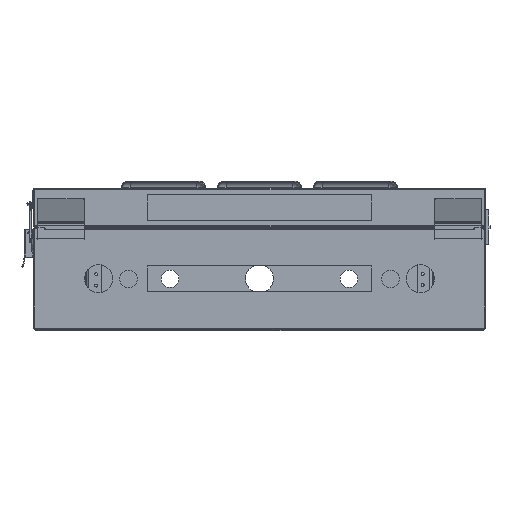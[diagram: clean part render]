
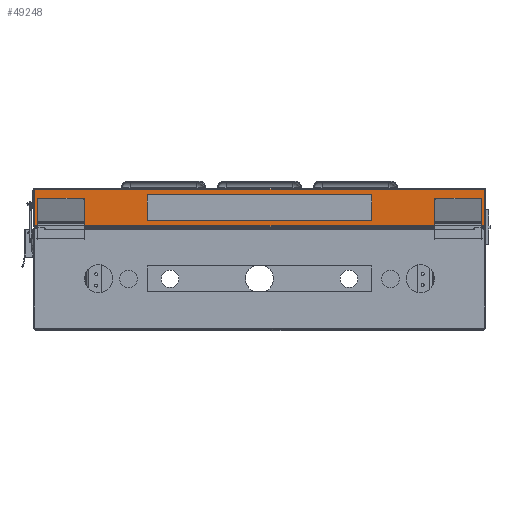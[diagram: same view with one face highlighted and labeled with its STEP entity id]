
A CAD part, front view. The second image highlights one B-rep face of the part: STEP entity #49248.
In plain terms, the highlighted planar face has unit normal (0, -1, 0).
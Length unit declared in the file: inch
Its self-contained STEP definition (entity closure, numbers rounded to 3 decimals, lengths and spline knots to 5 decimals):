
#780 = VECTOR ( 'NONE', #14358, 39.37008 ) ;
#1043 = CARTESIAN_POINT ( 'NONE',  ( 6.29921, -9.49798, -0.38175 ) ) ;
#2969 = EDGE_CURVE ( 'NONE', #54670, #57479, #86460, .T. ) ;
#3250 = CARTESIAN_POINT ( 'NONE',  ( 12.65637, -9.49798, -2.12176 ) ) ;
#5160 = DIRECTION ( 'NONE',  ( -1., 0., 0. ) ) ;
#6259 = EDGE_CURVE ( 'NONE', #56608, #54670, #13987, .T. ) ;
#7582 = CARTESIAN_POINT ( 'NONE',  ( -6.29921, -9.49798, -0.38175 ) ) ;
#7860 = VERTEX_POINT ( 'NONE', #18887 ) ;
#9129 = CARTESIAN_POINT ( 'NONE',  ( -12.65637, -9.49798, -2.12176 ) ) ;
#9181 = ORIENTED_EDGE ( 'NONE', *, *, #64426, .T. ) ;
#10021 = LINE ( 'NONE', #59389, #15337 ) ;
#10976 = DIRECTION ( 'NONE',  ( -1., 0., 0. ) ) ;
#10977 = CARTESIAN_POINT ( 'NONE',  ( 12.65637, -9.49798, -0.07874 ) ) ;
#11080 = LINE ( 'NONE', #19900, #27603 ) ;
#12992 = EDGE_CURVE ( 'NONE', #57479, #38379, #76505, .T. ) ;
#13241 = VECTOR ( 'NONE', #10976, 39.37008 ) ;
#13987 = LINE ( 'NONE', #51951, #20864 ) ;
#14013 = ORIENTED_EDGE ( 'NONE', *, *, #6259, .F. ) ;
#14213 = PLANE ( 'NONE',  #72351 ) ;
#14358 = DIRECTION ( 'NONE',  ( 0., 0., -1. ) ) ;
#15094 = VECTOR ( 'NONE', #55165, 39.37008 ) ;
#15231 = CARTESIAN_POINT ( 'NONE',  ( -6.29921, -9.49798, -0.38175 ) ) ;
#15337 = VECTOR ( 'NONE', #57844, 39.37008 ) ;
#15451 = CARTESIAN_POINT ( 'NONE',  ( -6.29921, -9.49798, -1.81875 ) ) ;
#15683 = CARTESIAN_POINT ( 'NONE',  ( 12.558, -9.49798, -0.07874 ) ) ;
#16298 = VECTOR ( 'NONE', #31307, 39.37008 ) ;
#18887 = CARTESIAN_POINT ( 'NONE',  ( 12.65637, -9.49798, -2.12176 ) ) ;
#19900 = CARTESIAN_POINT ( 'NONE',  ( 68.79926, -9.49798, -0.07874 ) ) ;
#20864 = VECTOR ( 'NONE', #5160, 39.37008 ) ;
#21430 = CARTESIAN_POINT ( 'NONE',  ( -12.65637, -9.49798, -0.07874 ) ) ;
#21989 = FACE_BOUND ( 'NONE', #43596, .T. ) ;
#22061 = CARTESIAN_POINT ( 'NONE',  ( -12.65637, -9.49798, -2.12176 ) ) ;
#22611 = CARTESIAN_POINT ( 'NONE',  ( 6.29921, -9.49798, -1.81875 ) ) ;
#23526 = CARTESIAN_POINT ( 'NONE',  ( 12.558, -9.49798, -2.12176 ) ) ;
#23644 = CARTESIAN_POINT ( 'NONE',  ( 12.65637, -9.49798, -0.07874 ) ) ;
#24929 = CARTESIAN_POINT ( 'NONE',  ( -12.65637, -9.49798, -0.07874 ) ) ;
#26253 = CARTESIAN_POINT ( 'NONE',  ( -6.29921, -9.49798, -1.81875 ) ) ;
#27603 = VECTOR ( 'NONE', #92580, 39.37008 ) ;
#27650 = DIRECTION ( 'NONE',  ( 1., 0., 0. ) ) ;
#28758 = VERTEX_POINT ( 'NONE', #92758 ) ;
#30588 = VERTEX_POINT ( 'NONE', #22611 ) ;
#31092 = VECTOR ( 'NONE', #27650, 39.37008 ) ;
#31307 = DIRECTION ( 'NONE',  ( 1., 0., 0. ) ) ;
#31485 = LINE ( 'NONE', #23644, #780 ) ;
#33734 = DIRECTION ( 'NONE',  ( 1., 0., 0. ) ) ;
#33902 = LINE ( 'NONE', #3250, #13241 ) ;
#35734 = ORIENTED_EDGE ( 'NONE', *, *, #12992, .F. ) ;
#36345 = ORIENTED_EDGE ( 'NONE', *, *, #98066, .T. ) ;
#38379 = VERTEX_POINT ( 'NONE', #87692 ) ;
#39953 = LINE ( 'NONE', #15451, #75458 ) ;
#41462 = ORIENTED_EDGE ( 'NONE', *, *, #57347, .F. ) ;
#43596 = EDGE_LOOP ( 'NONE', ( #62516, #57650, #9181, #66974 ) ) ;
#44015 = EDGE_LOOP ( 'NONE', ( #36345, #41462, #44505, #97411, #61221, #35734, #54566, #14013 ) ) ;
#44505 = ORIENTED_EDGE ( 'NONE', *, *, #79489, .F. ) ;
#45443 = DIRECTION ( 'NONE',  ( 0., -1., 0. ) ) ;
#46639 = LINE ( 'NONE', #7582, #84787 ) ;
#48235 = VERTEX_POINT ( 'NONE', #23526 ) ;
#49248 = ADVANCED_FACE ( 'NONE', ( #21989, #54237 ), #14213, .T. ) ;
#51951 = CARTESIAN_POINT ( 'NONE',  ( -12.558, -9.49798, -2.12176 ) ) ;
#54237 = FACE_OUTER_BOUND ( 'NONE', #44015, .T. ) ;
#54288 = VERTEX_POINT ( 'NONE', #84242 ) ;
#54521 = VECTOR ( 'NONE', #33734, 39.37008 ) ;
#54566 = ORIENTED_EDGE ( 'NONE', *, *, #2969, .F. ) ;
#54670 = VERTEX_POINT ( 'NONE', #9129 ) ;
#54729 = VERTEX_POINT ( 'NONE', #26253 ) ;
#55165 = DIRECTION ( 'NONE',  ( 1., 0., 0. ) ) ;
#55550 = VERTEX_POINT ( 'NONE', #1043 ) ;
#56608 = VERTEX_POINT ( 'NONE', #59333 ) ;
#57347 = EDGE_CURVE ( 'NONE', #7860, #48235, #33902, .T. ) ;
#57479 = VERTEX_POINT ( 'NONE', #24929 ) ;
#57641 = LINE ( 'NONE', #96529, #54521 ) ;
#57650 = ORIENTED_EDGE ( 'NONE', *, *, #92135, .T. ) ;
#57844 = DIRECTION ( 'NONE',  ( 0., 0., -1. ) ) ;
#59333 = CARTESIAN_POINT ( 'NONE',  ( -12.558, -9.49798, -2.12176 ) ) ;
#59389 = CARTESIAN_POINT ( 'NONE',  ( 6.29921, -9.49798, -0.38175 ) ) ;
#61221 = ORIENTED_EDGE ( 'NONE', *, *, #95449, .F. ) ;
#62516 = ORIENTED_EDGE ( 'NONE', *, *, #70559, .T. ) ;
#63257 = DIRECTION ( 'NONE',  ( -1., 0., 0. ) ) ;
#64052 = EDGE_CURVE ( 'NONE', #28758, #66968, #69759, .T. ) ;
#64426 = EDGE_CURVE ( 'NONE', #54729, #54288, #46639, .T. ) ;
#66968 = VERTEX_POINT ( 'NONE', #10977 ) ;
#66974 = ORIENTED_EDGE ( 'NONE', *, *, #94241, .T. ) ;
#69759 = LINE ( 'NONE', #15683, #15094 ) ;
#70559 = EDGE_CURVE ( 'NONE', #55550, #30588, #10021, .T. ) ;
#72346 = LINE ( 'NONE', #15231, #16298 ) ;
#72351 = AXIS2_PLACEMENT_3D ( 'NONE', #102527, #45443, #86889 ) ;
#75458 = VECTOR ( 'NONE', #63257, 39.37008 ) ;
#76505 = LINE ( 'NONE', #21430, #31092 ) ;
#79489 = EDGE_CURVE ( 'NONE', #66968, #7860, #31485, .T. ) ;
#84242 = CARTESIAN_POINT ( 'NONE',  ( -6.29921, -9.49798, -0.38175 ) ) ;
#84787 = VECTOR ( 'NONE', #87061, 39.37008 ) ;
#85417 = DIRECTION ( 'NONE',  ( 0., 0., 1. ) ) ;
#86460 = LINE ( 'NONE', #22061, #91221 ) ;
#86889 = DIRECTION ( 'NONE',  ( 0., 0., -1. ) ) ;
#87061 = DIRECTION ( 'NONE',  ( 0., 0., 1. ) ) ;
#87692 = CARTESIAN_POINT ( 'NONE',  ( -12.558, -9.49798, -0.07874 ) ) ;
#91221 = VECTOR ( 'NONE', #85417, 39.37008 ) ;
#92135 = EDGE_CURVE ( 'NONE', #30588, #54729, #39953, .T. ) ;
#92580 = DIRECTION ( 'NONE',  ( 1., 0., 0. ) ) ;
#92758 = CARTESIAN_POINT ( 'NONE',  ( 12.558, -9.49798, -0.07874 ) ) ;
#94241 = EDGE_CURVE ( 'NONE', #54288, #55550, #72346, .T. ) ;
#95449 = EDGE_CURVE ( 'NONE', #38379, #28758, #11080, .T. ) ;
#96529 = CARTESIAN_POINT ( 'NONE',  ( 0., -9.49798, -2.12176 ) ) ;
#97411 = ORIENTED_EDGE ( 'NONE', *, *, #64052, .F. ) ;
#98066 = EDGE_CURVE ( 'NONE', #56608, #48235, #57641, .T. ) ;
#102527 = CARTESIAN_POINT ( 'NONE',  ( 0., -9.49798, 0. ) ) ;
